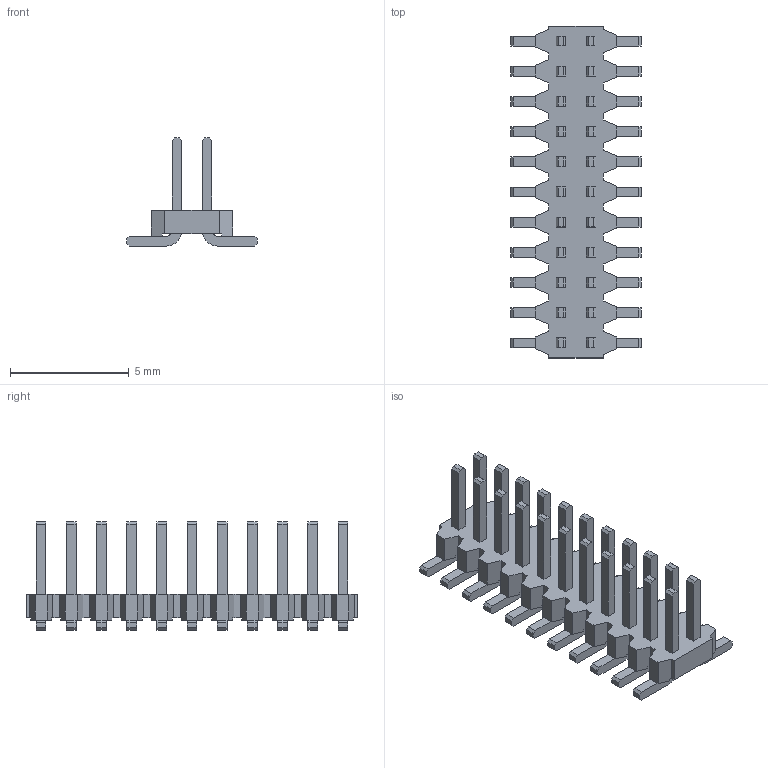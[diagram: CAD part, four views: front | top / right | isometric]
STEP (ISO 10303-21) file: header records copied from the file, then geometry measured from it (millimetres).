
FILE_DESCRIPTION(('FreeCAD Model'),'2;1');
FILE_NAME('FCI-20021121-00022T4LF.step', '2020-05-20T18:12:12',('Author'),(''), 'Open CASCADE STEP processor 7.3','FreeCAD','Unknown');
FILE_SCHEMA(('AUTOMOTIVE_DESIGN { 1 0 10303 214 1 1 1 1 }'));
Length unit declared in the file: millimetre
Products named in the file (1): Compound001
Bounding box: 5.5 x 13.97 x 4.55 mm (x, y, z)
Volume: 62 mm3; surface area: 429.5 mm2
Topology: 2 solids, 2 shells, 664 faces, 1892 edges, 1232 vertices
Faces by surface type: plane 620, cylinder 44
Entity records: 50463 total; most frequent: CARTESIAN_POINT 7573, DIRECTION 7094, LINE 5500, VECTOR 5500, ORIENTED_EDGE 3784, PCURVE 3784, DEFINITIONAL_REPRESENTATION 3784, EDGE_CURVE 1892
